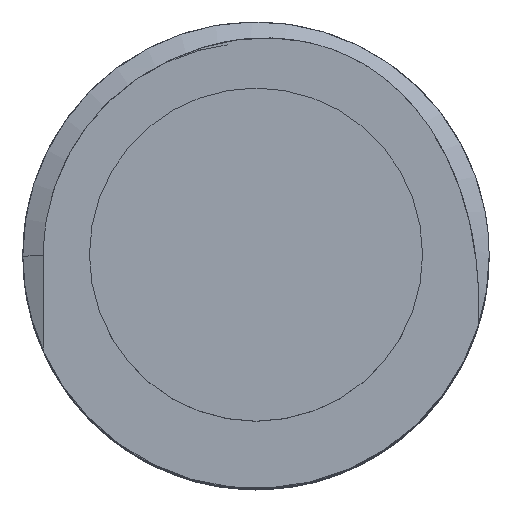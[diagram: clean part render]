
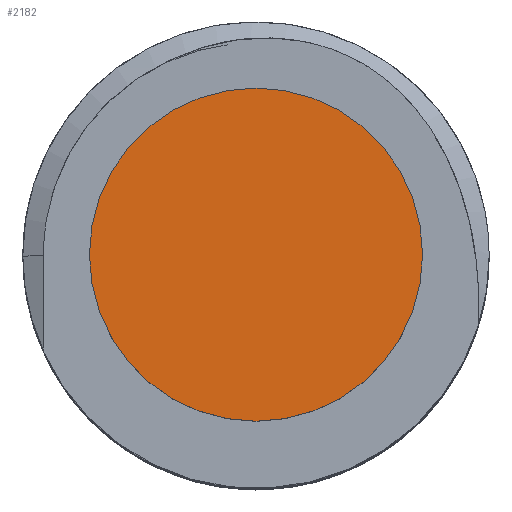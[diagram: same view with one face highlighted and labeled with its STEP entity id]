
A CAD part, top view. The second image highlights one B-rep face of the part: STEP entity #2182.
In plain terms, the highlighted face is planar.
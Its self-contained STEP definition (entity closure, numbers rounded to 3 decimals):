
#389 = EDGE_LOOP ( 'NONE', ( #5450, #1090 ) ) ;
#1090 = ORIENTED_EDGE ( 'NONE', *, *, #5832, .T. ) ;
#2182 = ADVANCED_FACE ( 'NONE', ( #3676 ), #8959, .T. ) ;
#3379 = AXIS2_PLACEMENT_3D ( 'NONE', #6156, #11884, #7185 ) ;
#3676 = FACE_OUTER_BOUND ( 'NONE', #389, .T. ) ;
#5450 = ORIENTED_EDGE ( 'NONE', *, *, #8513, .T. ) ;
#5650 = CARTESIAN_POINT ( 'NONE',  ( -300.38, 170., -131.348 ) ) ;
#5832 = EDGE_CURVE ( 'NONE', #6857, #11860, #7340, .T. ) ;
#6030 = CIRCLE ( 'NONE', #3379, 12.5 ) ;
#6156 = CARTESIAN_POINT ( 'NONE',  ( -287.88, 170., -131.348 ) ) ;
#6857 = VERTEX_POINT ( 'NONE', #5650 ) ;
#7185 = DIRECTION ( 'NONE',  ( -1., 0., 0. ) ) ;
#7230 = DIRECTION ( 'NONE',  ( 0., 0., -1. ) ) ;
#7340 = CIRCLE ( 'NONE', #10342, 12.5 ) ;
#7344 = AXIS2_PLACEMENT_3D ( 'NONE', #11841, #10051, #11007 ) ;
#8173 = DIRECTION ( 'NONE',  ( -1., 0., 0. ) ) ;
#8513 = EDGE_CURVE ( 'NONE', #11860, #6857, #6030, .T. ) ;
#8959 = PLANE ( 'NONE',  #7344 ) ;
#10051 = DIRECTION ( 'NONE',  ( 0., 0., -1. ) ) ;
#10178 = CARTESIAN_POINT ( 'NONE',  ( -287.88, 170., -131.348 ) ) ;
#10342 = AXIS2_PLACEMENT_3D ( 'NONE', #10178, #7230, #8173 ) ;
#11007 = DIRECTION ( 'NONE',  ( -1., 0., 0. ) ) ;
#11340 = CARTESIAN_POINT ( 'NONE',  ( -275.38, 170., -131.348 ) ) ;
#11841 = CARTESIAN_POINT ( 'NONE',  ( -304.898, 418.061, -131.348 ) ) ;
#11860 = VERTEX_POINT ( 'NONE', #11340 ) ;
#11884 = DIRECTION ( 'NONE',  ( 0., 0., -1. ) ) ;
